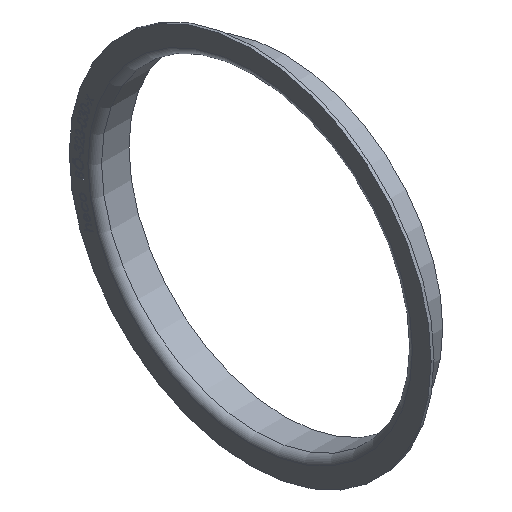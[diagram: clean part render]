
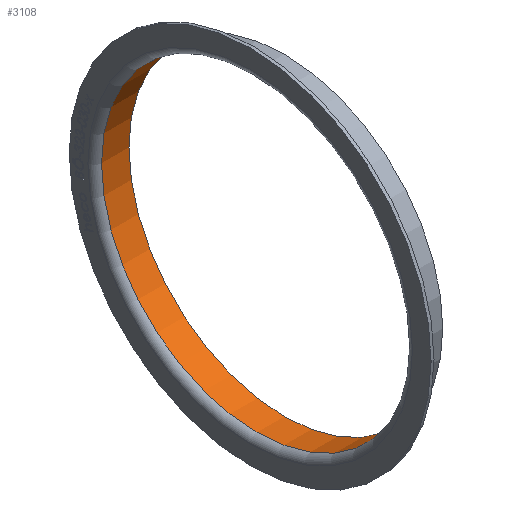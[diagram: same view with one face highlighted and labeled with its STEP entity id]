
A CAD part, isometric view. The second image highlights one B-rep face of the part: STEP entity #3108.
In plain terms, the highlighted cylindrical face has radius 158.95 mm (diameter 317.9 mm), a full revolution.
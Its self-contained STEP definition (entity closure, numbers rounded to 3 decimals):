
#654 = AXIS2_PLACEMENT_3D ( 'NONE', #11515, #8887, #9670 ) ;
#713 = DIRECTION ( 'NONE',  ( 0., 0., 1. ) ) ;
#1048 = DIRECTION ( 'NONE',  ( -1., 0., 0. ) ) ;
#1447 = EDGE_LOOP ( 'NONE', ( #13177 ) ) ;
#2461 = AXIS2_PLACEMENT_3D ( 'NONE', #6229, #1048, #713 ) ;
#3108 = ADVANCED_FACE ( 'NONE', ( #13949, #15331 ), #3555, .F. ) ;
#3555 = CYLINDRICAL_SURFACE ( 'NONE', #654, 158.95 ) ;
#4611 = VERTEX_POINT ( 'NONE', #12055 ) ;
#5693 = CIRCLE ( 'NONE', #2461, 158.95 ) ;
#5829 = CARTESIAN_POINT ( 'NONE',  ( 35., 0., 0. ) ) ;
#5890 = CARTESIAN_POINT ( 'NONE',  ( 7., 0., 158.95 ) ) ;
#5996 = DIRECTION ( 'NONE',  ( 0., 0., 1. ) ) ;
#6229 = CARTESIAN_POINT ( 'NONE',  ( 7., 0., 0. ) ) ;
#7738 = EDGE_LOOP ( 'NONE', ( #14136 ) ) ;
#8355 = DIRECTION ( 'NONE',  ( -1., 0., 0. ) ) ;
#8887 = DIRECTION ( 'NONE',  ( -1., 0., 0. ) ) ;
#9670 = DIRECTION ( 'NONE',  ( 0., 0., 1. ) ) ;
#10834 = CIRCLE ( 'NONE', #14879, 158.95 ) ;
#11044 = VERTEX_POINT ( 'NONE', #5890 ) ;
#11515 = CARTESIAN_POINT ( 'NONE',  ( 0., 0., 0. ) ) ;
#12055 = CARTESIAN_POINT ( 'NONE',  ( 35., 0., 158.95 ) ) ;
#13177 = ORIENTED_EDGE ( 'NONE', *, *, #15619, .T. ) ;
#13949 = FACE_OUTER_BOUND ( 'NONE', #7738, .T. ) ;
#14136 = ORIENTED_EDGE ( 'NONE', *, *, #16375, .F. ) ;
#14879 = AXIS2_PLACEMENT_3D ( 'NONE', #5829, #8355, #5996 ) ;
#15331 = FACE_OUTER_BOUND ( 'NONE', #1447, .T. ) ;
#15619 = EDGE_CURVE ( 'NONE', #11044, #11044, #5693, .T. ) ;
#16375 = EDGE_CURVE ( 'NONE', #4611, #4611, #10834, .T. ) ;
